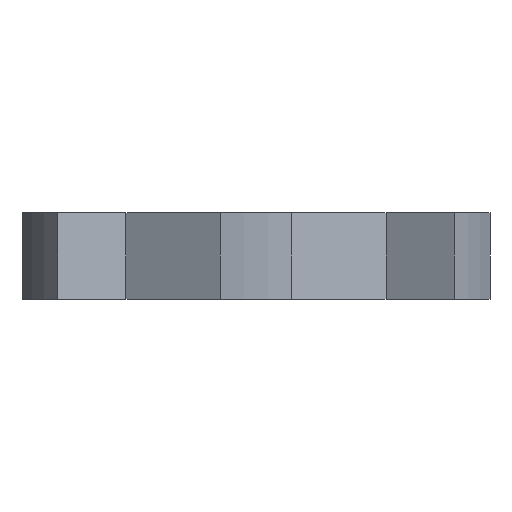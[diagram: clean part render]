
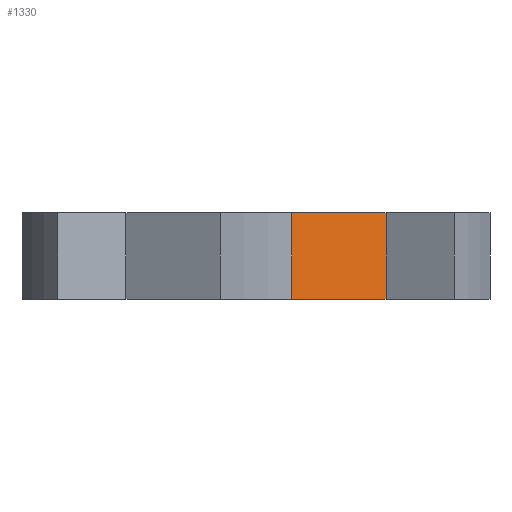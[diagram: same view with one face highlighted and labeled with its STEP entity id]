
A CAD part, left-side view. The second image highlights one B-rep face of the part: STEP entity #1330.
In plain terms, the highlighted planar face has unit normal (-0.866, -0.5, 0).
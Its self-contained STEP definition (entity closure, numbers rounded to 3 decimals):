
#60=PLANE('',#1438);
#124=FACE_OUTER_BOUND('',#190,.T.);
#190=EDGE_LOOP('',(#1101,#1102,#1103,#1104));
#344=LINE('',#2154,#504);
#345=LINE('',#2157,#505);
#346=LINE('',#2159,#506);
#347=LINE('',#2160,#507);
#504=VECTOR('',#1766,10.);
#505=VECTOR('',#1769,10.);
#506=VECTOR('',#1770,10.);
#507=VECTOR('',#1771,10.);
#667=VERTEX_POINT('',#2150);
#668=VERTEX_POINT('',#2152);
#669=VERTEX_POINT('',#2156);
#670=VERTEX_POINT('',#2158);
#852=EDGE_CURVE('',#667,#668,#344,.T.);
#853=EDGE_CURVE('',#667,#669,#345,.T.);
#854=EDGE_CURVE('',#670,#668,#346,.T.);
#855=EDGE_CURVE('',#669,#670,#347,.T.);
#1101=ORIENTED_EDGE('',*,*,#853,.F.);
#1102=ORIENTED_EDGE('',*,*,#852,.T.);
#1103=ORIENTED_EDGE('',*,*,#854,.F.);
#1104=ORIENTED_EDGE('',*,*,#855,.F.);
#1330=ADVANCED_FACE('',(#124),#60,.T.);
#1438=AXIS2_PLACEMENT_3D('',#2155,#1767,#1768);
#1766=DIRECTION('',(0.,0.,1.));
#1767=DIRECTION('center_axis',(-0.866,-0.5,0.));
#1768=DIRECTION('ref_axis',(0.5,-0.866,0.));
#1769=DIRECTION('',(-0.5,0.866,0.));
#1770=DIRECTION('',(0.5,-0.866,0.));
#1771=DIRECTION('',(0.,0.,1.));
#2150=CARTESIAN_POINT('',(-13.395,-15.,50.));
#2152=CARTESIAN_POINT('',(-13.395,-15.,60.));
#2154=CARTESIAN_POINT('',(-13.395,-15.,50.));
#2155=CARTESIAN_POINT('Origin',(-19.688,-4.1,50.));
#2156=CARTESIAN_POINT('',(-19.688,-4.1,50.));
#2157=CARTESIAN_POINT('',(-13.395,-15.,50.));
#2158=CARTESIAN_POINT('',(-19.688,-4.1,60.));
#2159=CARTESIAN_POINT('',(-13.395,-15.,60.));
#2160=CARTESIAN_POINT('',(-19.688,-4.1,50.));
